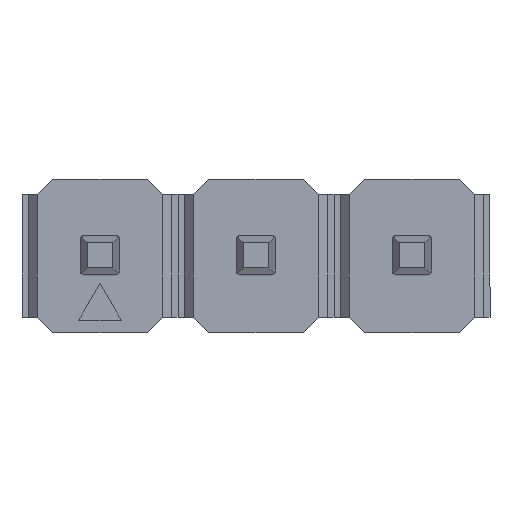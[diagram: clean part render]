
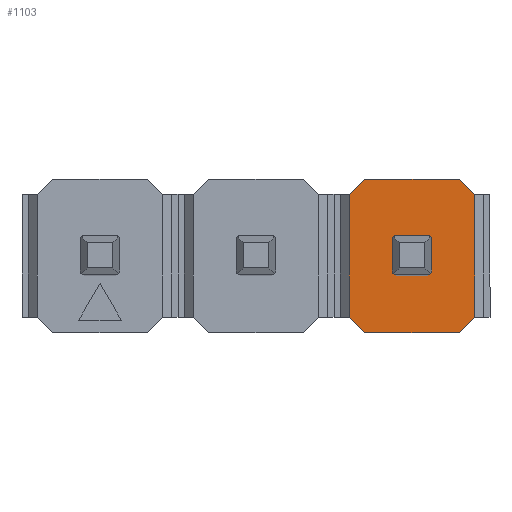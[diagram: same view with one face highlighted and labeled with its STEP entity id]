
A CAD part, top view. The second image highlights one B-rep face of the part: STEP entity #1103.
In plain terms, the highlighted planar face has unit normal (0, 0, 1).
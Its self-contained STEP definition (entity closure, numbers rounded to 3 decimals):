
#24 = CARTESIAN_POINT ( 'NONE',  ( 4.06, -1., 2.5 ) ) ;
#297 = CARTESIAN_POINT ( 'NONE',  ( 4.06, 1., 2.5 ) ) ;
#372 = FACE_OUTER_BOUND ( 'NONE', #1434, .T. ) ;
#474 = EDGE_CURVE ( 'NONE', #5663, #3513, #5015, .T. ) ;
#650 = CARTESIAN_POINT ( 'NONE',  ( 6.1, 1., 2.5 ) ) ;
#758 = LINE ( 'NONE', #6553, #2520 ) ;
#761 = CARTESIAN_POINT ( 'NONE',  ( 4.06, 1., 2.5 ) ) ;
#819 = DIRECTION ( 'NONE',  ( 0., 1., 0. ) ) ;
#880 = DIRECTION ( 'NONE',  ( 0.707, -0.707, 0. ) ) ;
#976 = CARTESIAN_POINT ( 'NONE',  ( 5.85, -1.25, 2.5 ) ) ;
#1094 = LINE ( 'NONE', #3786, #1354 ) ;
#1103 = ADVANCED_FACE ( 'NONE', ( #372 ), #1963, .T. ) ;
#1110 = ORIENTED_EDGE ( 'NONE', *, *, #2671, .T. ) ;
#1247 = DIRECTION ( 'NONE',  ( 0., -1., 0. ) ) ;
#1283 = EDGE_CURVE ( 'NONE', #2134, #2004, #1094, .T. ) ;
#1354 = VECTOR ( 'NONE', #2666, 1000. ) ;
#1434 = EDGE_LOOP ( 'NONE', ( #4157, #3077, #4343, #4475, #4424, #1110, #4788, #4064 ) ) ;
#1534 = DIRECTION ( 'NONE',  ( 1., 0., 0. ) ) ;
#1695 = VECTOR ( 'NONE', #4171, 1000. ) ;
#1888 = DIRECTION ( 'NONE',  ( -0.707, 0.707, 0. ) ) ;
#1963 = PLANE ( 'NONE',  #5718 ) ;
#2004 = VERTEX_POINT ( 'NONE', #2744 ) ;
#2061 = LINE ( 'NONE', #6732, #1695 ) ;
#2134 = VERTEX_POINT ( 'NONE', #976 ) ;
#2141 = CARTESIAN_POINT ( 'NONE',  ( 6.1, 0., 2.5 ) ) ;
#2156 = VECTOR ( 'NONE', #819, 1000. ) ;
#2520 = VECTOR ( 'NONE', #1888, 1000. ) ;
#2552 = CARTESIAN_POINT ( 'NONE',  ( 4.31, 1.25, 2.5 ) ) ;
#2666 = DIRECTION ( 'NONE',  ( 0.707, 0.707, 0. ) ) ;
#2671 = EDGE_CURVE ( 'NONE', #5663, #6029, #6031, .T. ) ;
#2744 = CARTESIAN_POINT ( 'NONE',  ( 6.1, -1., 2.5 ) ) ;
#3077 = ORIENTED_EDGE ( 'NONE', *, *, #6487, .T. ) ;
#3184 = CARTESIAN_POINT ( 'NONE',  ( 4.31, 1.25, 2.5 ) ) ;
#3293 = LINE ( 'NONE', #2141, #3537 ) ;
#3377 = EDGE_CURVE ( 'NONE', #3452, #3513, #6127, .T. ) ;
#3452 = VERTEX_POINT ( 'NONE', #2552 ) ;
#3513 = VERTEX_POINT ( 'NONE', #761 ) ;
#3537 = VECTOR ( 'NONE', #1247, 1000. ) ;
#3632 = LINE ( 'NONE', #3184, #5473 ) ;
#3699 = EDGE_CURVE ( 'NONE', #5328, #3452, #3632, .T. ) ;
#3786 = CARTESIAN_POINT ( 'NONE',  ( 6.1, -1., 2.5 ) ) ;
#3894 = VECTOR ( 'NONE', #880, 1000. ) ;
#4064 = ORIENTED_EDGE ( 'NONE', *, *, #1283, .T. ) ;
#4088 = VERTEX_POINT ( 'NONE', #650 ) ;
#4157 = ORIENTED_EDGE ( 'NONE', *, *, #5418, .F. ) ;
#4171 = DIRECTION ( 'NONE',  ( 1., 0., 0. ) ) ;
#4242 = DIRECTION ( 'NONE',  ( 0., 0., 1. ) ) ;
#4343 = ORIENTED_EDGE ( 'NONE', *, *, #3699, .T. ) ;
#4424 = ORIENTED_EDGE ( 'NONE', *, *, #474, .F. ) ;
#4475 = ORIENTED_EDGE ( 'NONE', *, *, #3377, .T. ) ;
#4788 = ORIENTED_EDGE ( 'NONE', *, *, #5636, .T. ) ;
#4905 = VECTOR ( 'NONE', #6166, 1000. ) ;
#5015 = LINE ( 'NONE', #5505, #2156 ) ;
#5328 = VERTEX_POINT ( 'NONE', #6566 ) ;
#5418 = EDGE_CURVE ( 'NONE', #4088, #2004, #3293, .T. ) ;
#5473 = VECTOR ( 'NONE', #5642, 1000. ) ;
#5505 = CARTESIAN_POINT ( 'NONE',  ( 4.06, 0., 2.5 ) ) ;
#5557 = CARTESIAN_POINT ( 'NONE',  ( 4.06, -1., 2.5 ) ) ;
#5636 = EDGE_CURVE ( 'NONE', #6029, #2134, #2061, .T. ) ;
#5642 = DIRECTION ( 'NONE',  ( -1., 0., 0. ) ) ;
#5663 = VERTEX_POINT ( 'NONE', #24 ) ;
#5718 = AXIS2_PLACEMENT_3D ( 'NONE', #6197, #4242, #1534 ) ;
#6029 = VERTEX_POINT ( 'NONE', #6600 ) ;
#6031 = LINE ( 'NONE', #5557, #3894 ) ;
#6127 = LINE ( 'NONE', #297, #4905 ) ;
#6166 = DIRECTION ( 'NONE',  ( -0.707, -0.707, 0. ) ) ;
#6197 = CARTESIAN_POINT ( 'NONE',  ( 5.08, 0., 2.5 ) ) ;
#6487 = EDGE_CURVE ( 'NONE', #4088, #5328, #758, .T. ) ;
#6553 = CARTESIAN_POINT ( 'NONE',  ( 6.1, 1., 2.5 ) ) ;
#6566 = CARTESIAN_POINT ( 'NONE',  ( 5.85, 1.25, 2.5 ) ) ;
#6600 = CARTESIAN_POINT ( 'NONE',  ( 4.31, -1.25, 2.5 ) ) ;
#6732 = CARTESIAN_POINT ( 'NONE',  ( 4.31, -1.25, 2.5 ) ) ;
